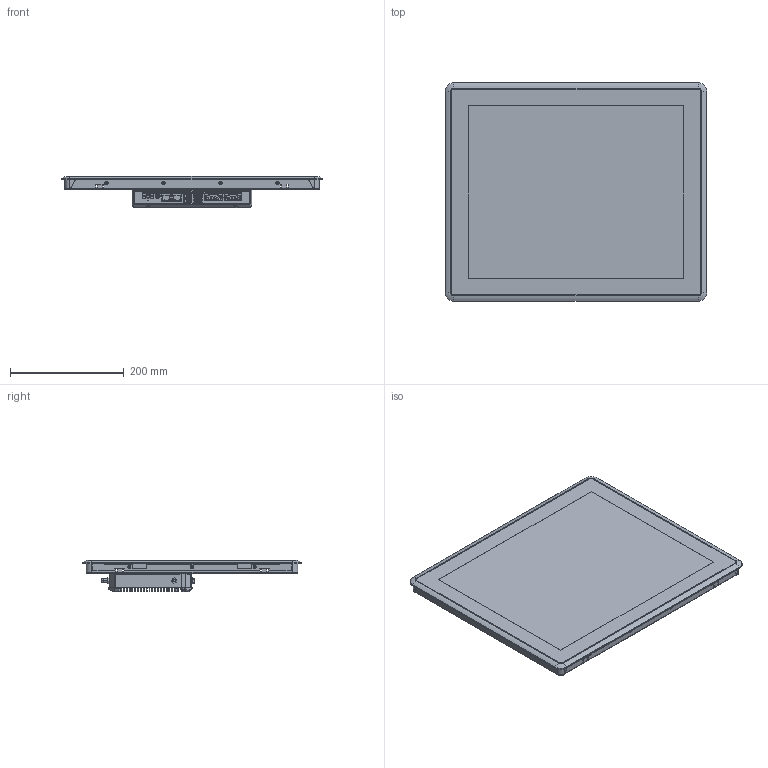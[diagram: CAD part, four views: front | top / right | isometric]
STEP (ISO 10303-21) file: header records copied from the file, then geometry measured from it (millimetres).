
FILE_DESCRIPTION (( 'STEP AP214' ), '1' );
FILE_NAME ('AS54F19CXXX.STEP', '2021-03-03T06:17:14', ( 'dhb' ), ( '' ), 'SwSTEP 2.0', 'SolidWorks 2016', '' );
FILE_SCHEMA (( 'AUTOMOTIVE_DESIGN' ));
Length unit declared in the file: millimetre
Products named in the file (1): AS54F19CXXX
Bounding box: 458.52 x 383.2 x 55 mm (x, y, z)
Surface area: 678773 mm2 (no closed solid volume)
Topology: 0 solids, 75 shells, 759 faces, 3063 edges, 2331 vertices
Faces by surface type: plane 412, cylinder 249, torus 42, cone 36, bspline 20
Entity records: 40403 total; most frequent: CARTESIAN_POINT 7146, DIRECTION 5170, ORIENTED_EDGE 4463, EDGE_CURVE 3046, VERTEX_POINT 2331, LINE 2008, VECTOR 2008, AXIS2_PLACEMENT_3D 1581
